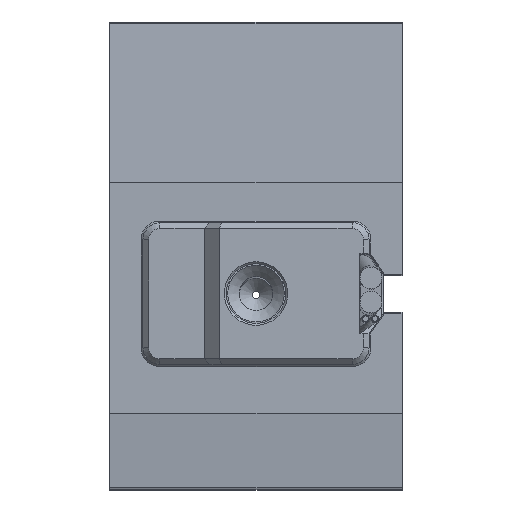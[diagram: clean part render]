
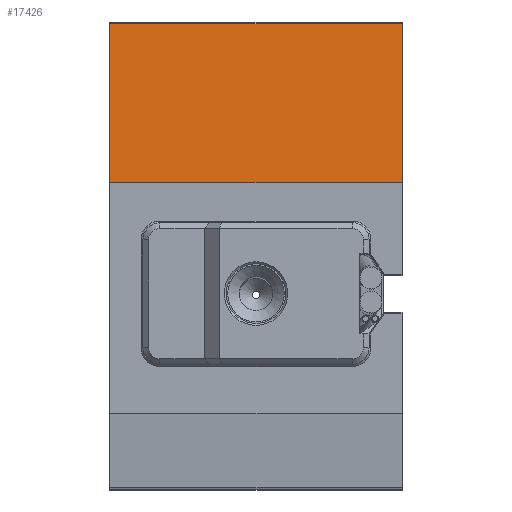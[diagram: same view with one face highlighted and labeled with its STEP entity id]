
A CAD part, top view. The second image highlights one B-rep face of the part: STEP entity #17426.
In plain terms, the highlighted planar face has unit normal (0, 0.05, 0.999).
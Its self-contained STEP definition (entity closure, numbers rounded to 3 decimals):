
#713=PLANE('',#19218);
#1650=FACE_OUTER_BOUND('',#2767,.T.);
#2767=EDGE_LOOP('',(#14621,#14622,#14623,#14624));
#3893=LINE('',#34338,#5387);
#4046=LINE('',#34673,#5540);
#4047=LINE('',#34675,#5541);
#4048=LINE('',#34676,#5542);
#5387=VECTOR('',#23270,1.);
#5540=VECTOR('',#23507,1.);
#5541=VECTOR('',#23508,1.);
#5542=VECTOR('',#23509,1.);
#8127=VERTEX_POINT('',#34335);
#8128=VERTEX_POINT('',#34337);
#8268=VERTEX_POINT('',#34672);
#8269=VERTEX_POINT('',#34674);
#10287=EDGE_CURVE('',#8127,#8128,#3893,.T.);
#10444=EDGE_CURVE('',#8127,#8268,#4046,.T.);
#10445=EDGE_CURVE('',#8268,#8269,#4047,.T.);
#10446=EDGE_CURVE('',#8269,#8128,#4048,.T.);
#14621=ORIENTED_EDGE('',*,*,#10287,.F.);
#14622=ORIENTED_EDGE('',*,*,#10444,.T.);
#14623=ORIENTED_EDGE('',*,*,#10445,.T.);
#14624=ORIENTED_EDGE('',*,*,#10446,.T.);
#17426=ADVANCED_FACE('',(#1650),#713,.F.);
#19218=AXIS2_PLACEMENT_3D('',#34671,#23505,#23506);
#23270=DIRECTION('',(-1.,0.,0.));
#23505=DIRECTION('center_axis',(0.,-0.05,
-0.999));
#23506=DIRECTION('ref_axis',(0.,0.999,-0.05));
#23507=DIRECTION('',(0.,0.999,-0.05));
#23508=DIRECTION('',(-1.,0.,0.));
#23509=DIRECTION('',(0.,-0.999,0.05));
#34335=CARTESIAN_POINT('',(7.75,5.885,40.894));
#34337=CARTESIAN_POINT('',(-7.75,5.885,40.894));
#34338=CARTESIAN_POINT('',(7.8,5.885,40.894));
#34671=CARTESIAN_POINT('Origin',(7.8,14.425,40.464));
#34672=CARTESIAN_POINT('',(7.75,14.33,40.469));
#34673=CARTESIAN_POINT('',(7.75,14.425,40.464));
#34674=CARTESIAN_POINT('',(-7.75,14.33,40.469));
#34675=CARTESIAN_POINT('',(7.8,14.33,40.469));
#34676=CARTESIAN_POINT('',(-7.75,5.885,40.894));
